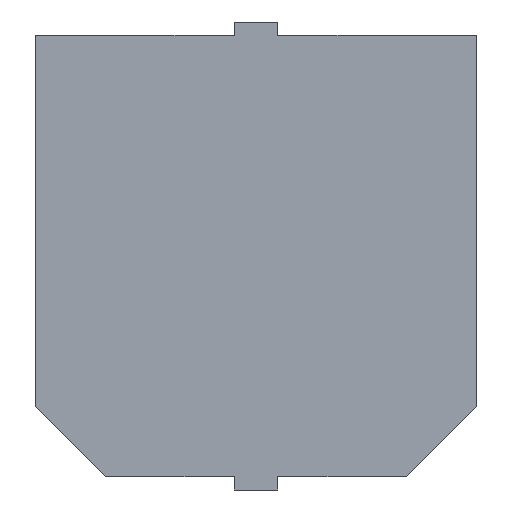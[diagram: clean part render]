
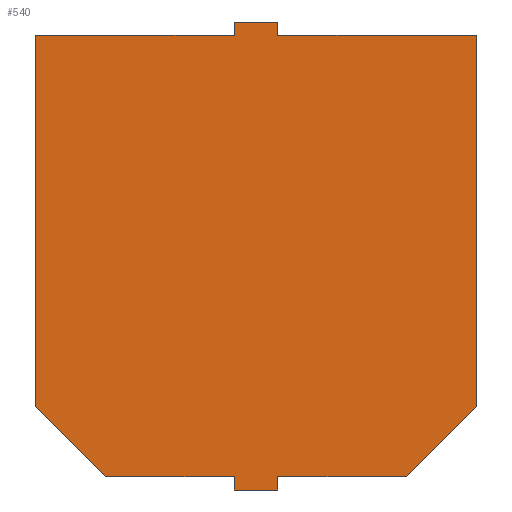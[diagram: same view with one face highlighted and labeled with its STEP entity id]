
A CAD part, front view. The second image highlights one B-rep face of the part: STEP entity #540.
In plain terms, the highlighted planar face has unit normal (0, -1, 0).
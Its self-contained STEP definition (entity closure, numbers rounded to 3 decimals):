
#10 = AXIS2_PLACEMENT_3D ( 'NONE', #208, #866, #768 ) ;
#26 = ORIENTED_EDGE ( 'NONE', *, *, #209, .F. ) ;
#27 = ORIENTED_EDGE ( 'NONE', *, *, #399, .F. ) ;
#29 = ORIENTED_EDGE ( 'NONE', *, *, #1083, .F. ) ;
#33 = PLANE ( 'NONE',  #10 ) ;
#38 = EDGE_CURVE ( 'NONE', #785, #499, #345, .T. ) ;
#46 = VERTEX_POINT ( 'NONE', #530 ) ;
#58 = VECTOR ( 'NONE', #503, 1000. ) ;
#85 = CARTESIAN_POINT ( 'NONE',  ( -3.3, 0., -2.25 ) ) ;
#95 = EDGE_CURVE ( 'NONE', #170, #785, #783, .T. ) ;
#108 = LINE ( 'NONE', #667, #994 ) ;
#110 = DIRECTION ( 'NONE',  ( 0., 0., 1. ) ) ;
#114 = ORIENTED_EDGE ( 'NONE', *, *, #488, .F. ) ;
#136 = VERTEX_POINT ( 'NONE', #1024 ) ;
#139 = VERTEX_POINT ( 'NONE', #163 ) ;
#144 = LINE ( 'NONE', #183, #992 ) ;
#146 = CARTESIAN_POINT ( 'NONE',  ( 0.325, 0., 3.5 ) ) ;
#154 = VERTEX_POINT ( 'NONE', #180 ) ;
#160 = DIRECTION ( 'NONE',  ( 1., 0., 0. ) ) ;
#163 = CARTESIAN_POINT ( 'NONE',  ( -0.325, 0., -3.5 ) ) ;
#170 = VERTEX_POINT ( 'NONE', #597 ) ;
#174 = ORIENTED_EDGE ( 'NONE', *, *, #539, .F. ) ;
#175 = CARTESIAN_POINT ( 'NONE',  ( -2.25, 0., -3.3 ) ) ;
#180 = CARTESIAN_POINT ( 'NONE',  ( 0.325, 0., -3.5 ) ) ;
#183 = CARTESIAN_POINT ( 'NONE',  ( -0.325, 0., 0.9 ) ) ;
#184 = LINE ( 'NONE', #457, #973 ) ;
#185 = VECTOR ( 'NONE', #813, 1000. ) ;
#196 = CARTESIAN_POINT ( 'NONE',  ( 3.3, 0., -2.25 ) ) ;
#208 = CARTESIAN_POINT ( 'NONE',  ( 0., 0., 0. ) ) ;
#209 = EDGE_CURVE ( 'NONE', #513, #154, #912, .T. ) ;
#210 = EDGE_CURVE ( 'NONE', #793, #961, #184, .T. ) ;
#228 = EDGE_CURVE ( 'NONE', #46, #902, #255, .T. ) ;
#230 = CARTESIAN_POINT ( 'NONE',  ( -0.325, 0., 3.5 ) ) ;
#246 = CARTESIAN_POINT ( 'NONE',  ( 3.3, 0., 3.3 ) ) ;
#251 = VECTOR ( 'NONE', #698, 1000. ) ;
#255 = LINE ( 'NONE', #954, #397 ) ;
#265 = CARTESIAN_POINT ( 'NONE',  ( 2.25, 0., -3.3 ) ) ;
#281 = ORIENTED_EDGE ( 'NONE', *, *, #788, .F. ) ;
#289 = LINE ( 'NONE', #196, #1012 ) ;
#300 = EDGE_LOOP ( 'NONE', ( #983, #382, #370, #26, #27, #876, #114, #281, #1107, #29, #174, #1003, #455, #423 ) ) ;
#328 = DIRECTION ( 'NONE',  ( -1., 0., 0. ) ) ;
#345 = LINE ( 'NONE', #85, #58 ) ;
#370 = ORIENTED_EDGE ( 'NONE', *, *, #381, .F. ) ;
#381 = EDGE_CURVE ( 'NONE', #154, #139, #533, .T. ) ;
#382 = ORIENTED_EDGE ( 'NONE', *, *, #910, .F. ) ;
#385 = VECTOR ( 'NONE', #160, 1000. ) ;
#387 = LINE ( 'NONE', #744, #460 ) ;
#397 = VECTOR ( 'NONE', #861, 1000. ) ;
#399 = EDGE_CURVE ( 'NONE', #902, #513, #721, .T. ) ;
#423 = ORIENTED_EDGE ( 'NONE', *, *, #38, .F. ) ;
#426 = LINE ( 'NONE', #817, #663 ) ;
#444 = CARTESIAN_POINT ( 'NONE',  ( -3.3, 0., -2.25 ) ) ;
#455 = ORIENTED_EDGE ( 'NONE', *, *, #979, .F. ) ;
#457 = CARTESIAN_POINT ( 'NONE',  ( 0.325, 0., 0.9 ) ) ;
#460 = VECTOR ( 'NONE', #1096, 1000. ) ;
#464 = VECTOR ( 'NONE', #1049, 1000. ) ;
#488 = EDGE_CURVE ( 'NONE', #758, #46, #289, .T. ) ;
#499 = VERTEX_POINT ( 'NONE', #444 ) ;
#503 = DIRECTION ( 'NONE',  ( -0.707, 0., 0.707 ) ) ;
#513 = VERTEX_POINT ( 'NONE', #765 ) ;
#530 = CARTESIAN_POINT ( 'NONE',  ( 3.3, 0., -2.25 ) ) ;
#533 = LINE ( 'NONE', #833, #895 ) ;
#536 = VERTEX_POINT ( 'NONE', #617 ) ;
#539 = EDGE_CURVE ( 'NONE', #536, #976, #144, .T. ) ;
#540 = ADVANCED_FACE ( 'NONE', ( #594 ), #33, .T. ) ;
#556 = CARTESIAN_POINT ( 'NONE',  ( -0.325, 0., -0.9 ) ) ;
#579 = DIRECTION ( 'NONE',  ( 0., 0., -1. ) ) ;
#594 = FACE_OUTER_BOUND ( 'NONE', #300, .T. ) ;
#597 = CARTESIAN_POINT ( 'NONE',  ( -0.325, 0., -3.3 ) ) ;
#617 = CARTESIAN_POINT ( 'NONE',  ( -0.325, 0., 3.3 ) ) ;
#623 = LINE ( 'NONE', #556, #185 ) ;
#663 = VECTOR ( 'NONE', #1006, 1000. ) ;
#667 = CARTESIAN_POINT ( 'NONE',  ( 0.325, 0., 3.5 ) ) ;
#676 = EDGE_CURVE ( 'NONE', #136, #536, #387, .T. ) ;
#698 = DIRECTION ( 'NONE',  ( -1., 0., 0. ) ) ;
#700 = CARTESIAN_POINT ( 'NONE',  ( -2.25, 0., -3.3 ) ) ;
#721 = LINE ( 'NONE', #1016, #859 ) ;
#744 = CARTESIAN_POINT ( 'NONE',  ( 3.3, 0., 3.3 ) ) ;
#758 = VERTEX_POINT ( 'NONE', #819 ) ;
#765 = CARTESIAN_POINT ( 'NONE',  ( 0.325, 0., -3.3 ) ) ;
#768 = DIRECTION ( 'NONE',  ( 0., 0., -1. ) ) ;
#776 = DIRECTION ( 'NONE',  ( 0., 0., -1. ) ) ;
#783 = LINE ( 'NONE', #700, #251 ) ;
#785 = VERTEX_POINT ( 'NONE', #175 ) ;
#788 = EDGE_CURVE ( 'NONE', #961, #758, #1010, .T. ) ;
#793 = VERTEX_POINT ( 'NONE', #146 ) ;
#813 = DIRECTION ( 'NONE',  ( 0., 0., 1. ) ) ;
#817 = CARTESIAN_POINT ( 'NONE',  ( -3.3, 0., 3.3 ) ) ;
#819 = CARTESIAN_POINT ( 'NONE',  ( 3.3, 0., 3.3 ) ) ;
#833 = CARTESIAN_POINT ( 'NONE',  ( 0.325, 0., -3.5 ) ) ;
#859 = VECTOR ( 'NONE', #922, 1000. ) ;
#861 = DIRECTION ( 'NONE',  ( -0.707, 0., -0.707 ) ) ;
#866 = DIRECTION ( 'NONE',  ( 0., -1., 0. ) ) ;
#876 = ORIENTED_EDGE ( 'NONE', *, *, #228, .F. ) ;
#895 = VECTOR ( 'NONE', #328, 1000. ) ;
#902 = VERTEX_POINT ( 'NONE', #265 ) ;
#910 = EDGE_CURVE ( 'NONE', #139, #170, #623, .T. ) ;
#912 = LINE ( 'NONE', #938, #464 ) ;
#922 = DIRECTION ( 'NONE',  ( -1., 0., 0. ) ) ;
#938 = CARTESIAN_POINT ( 'NONE',  ( 0.325, 0., -0.9 ) ) ;
#954 = CARTESIAN_POINT ( 'NONE',  ( 2.25, 0., -3.3 ) ) ;
#961 = VERTEX_POINT ( 'NONE', #1008 ) ;
#973 = VECTOR ( 'NONE', #579, 1000. ) ;
#976 = VERTEX_POINT ( 'NONE', #230 ) ;
#979 = EDGE_CURVE ( 'NONE', #499, #136, #426, .T. ) ;
#983 = ORIENTED_EDGE ( 'NONE', *, *, #95, .F. ) ;
#992 = VECTOR ( 'NONE', #110, 1000. ) ;
#994 = VECTOR ( 'NONE', #1026, 1000. ) ;
#1003 = ORIENTED_EDGE ( 'NONE', *, *, #676, .F. ) ;
#1006 = DIRECTION ( 'NONE',  ( 0., 0., 1. ) ) ;
#1008 = CARTESIAN_POINT ( 'NONE',  ( 0.325, 0., 3.3 ) ) ;
#1010 = LINE ( 'NONE', #246, #385 ) ;
#1012 = VECTOR ( 'NONE', #776, 1000. ) ;
#1016 = CARTESIAN_POINT ( 'NONE',  ( -2.25, 0., -3.3 ) ) ;
#1024 = CARTESIAN_POINT ( 'NONE',  ( -3.3, 0., 3.3 ) ) ;
#1026 = DIRECTION ( 'NONE',  ( 1., 0., 0. ) ) ;
#1049 = DIRECTION ( 'NONE',  ( 0., 0., -1. ) ) ;
#1083 = EDGE_CURVE ( 'NONE', #976, #793, #108, .T. ) ;
#1096 = DIRECTION ( 'NONE',  ( 1., 0., 0. ) ) ;
#1107 = ORIENTED_EDGE ( 'NONE', *, *, #210, .F. ) ;
